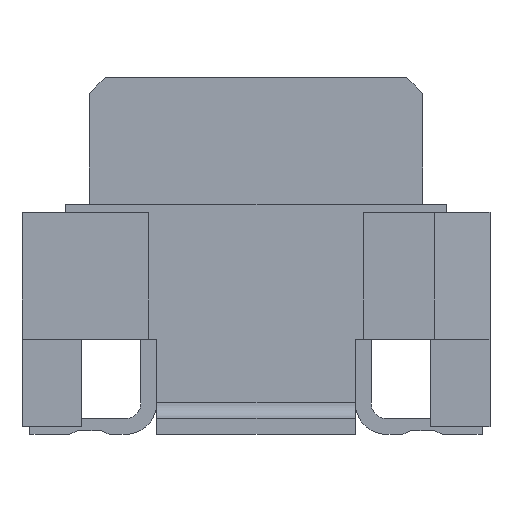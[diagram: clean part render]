
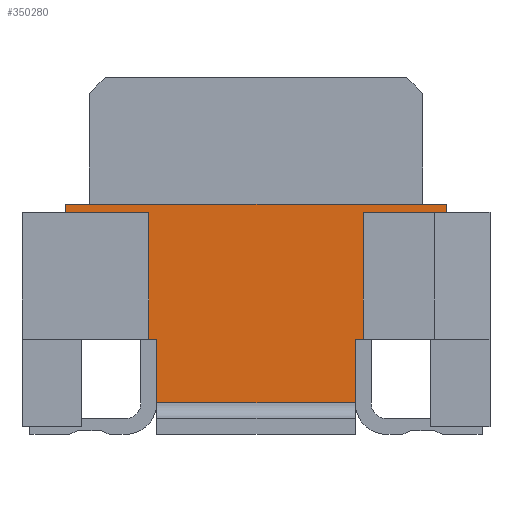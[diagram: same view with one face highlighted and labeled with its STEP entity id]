
A CAD part, front view. The second image highlights one B-rep face of the part: STEP entity #350280.
In plain terms, the highlighted planar face has unit normal (0, -1, 0).
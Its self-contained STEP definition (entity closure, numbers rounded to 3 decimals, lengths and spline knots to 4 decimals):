
#348490=CARTESIAN_POINT('',(-0.109,-20.91,-0.5922
));
#348500=VERTEX_POINT('',#348490);
#348680=CARTESIAN_POINT('',(-2.609,-20.91,-0.5922)
);
#348690=VERTEX_POINT('',#348680);
#348720=CARTESIAN_POINT('',(0.,-20.91,-0.5922));
#348730=DIRECTION('',(-1.,0.,0.));
#348740=VECTOR('',#348730,1.);
#348750=LINE('',#348720,#348740);
#348760=EDGE_CURVE('',#348500,#348690,#348750,.T.);
#349000=CARTESIAN_POINT('',(-2.609,-20.91,0.2078))
;
#349010=VERTEX_POINT('',#349000);
#349040=CARTESIAN_POINT('',(-2.609,-20.91,0.));
#349050=DIRECTION('',(0.,0.,1.));
#349060=VECTOR('',#349050,1.);
#349070=LINE('',#349040,#349060);
#349080=EDGE_CURVE('',#348690,#349010,#349070,.T.);
#349450=CARTESIAN_POINT('',(-2.609,-20.91,1.4078));
#349460=DIRECTION('',(-0.,-1.,-0.));
#349470=DIRECTION('',(-1.,0.,0.));
#349480=AXIS2_PLACEMENT_3D('',#349450,#349460,#349470);
#349490=PLANE('',#349480);
#349500=ORIENTED_EDGE('',*,*,#349080,.F.);
#349510=CARTESIAN_POINT('',(0.,-20.91,0.2078));
#349520=DIRECTION('',(-1.,0.,0.));
#349530=VECTOR('',#349520,1.);
#349540=LINE('',#349510,#349530);
#349550=CARTESIAN_POINT('',(-2.709,-20.91,0.2078))
;
#349560=VERTEX_POINT('',#349550);
#349570=EDGE_CURVE('',#349010,#349560,#349540,.T.);
#349580=ORIENTED_EDGE('',*,*,#349570,.F.);
#349590=CARTESIAN_POINT('',(-2.709,-20.91,0.));
#349600=DIRECTION('',(0.,0.,-1.));
#349610=VECTOR('',#349600,1.);
#349620=LINE('',#349590,#349610);
#349630=CARTESIAN_POINT('',(-2.709,-20.91,1.8078));
#349640=VERTEX_POINT('',#349630);
#349650=EDGE_CURVE('',#349640,#349560,#349620,.T.);
#349660=ORIENTED_EDGE('',*,*,#349650,.T.);
#349670=CARTESIAN_POINT('',(0.,-20.91,1.8078));
#349680=DIRECTION('',(-1.,0.,0.));
#349690=VECTOR('',#349680,1.);
#349700=LINE('',#349670,#349690);
#349710=CARTESIAN_POINT('',(-3.759,-20.91,1.8078));
#349720=VERTEX_POINT('',#349710);
#349730=EDGE_CURVE('',#349640,#349720,#349700,.T.);
#349740=ORIENTED_EDGE('',*,*,#349730,.F.);
#349750=CARTESIAN_POINT('',(-3.759,-20.91,1.4078));
#349760=DIRECTION('',(0.,0.,-1.));
#349770=VECTOR('',#349760,1.);
#349780=LINE('',#349750,#349770);
#349790=CARTESIAN_POINT('',(-3.759,-20.91,1.9078));
#349800=VERTEX_POINT('',#349790);
#349810=EDGE_CURVE('',#349800,#349720,#349780,.T.);
#349820=ORIENTED_EDGE('',*,*,#349810,.T.);
#349830=CARTESIAN_POINT('',(-1.359,-20.91,1.9078));
#349840=DIRECTION('',(-1.,0.,0.));
#349850=VECTOR('',#349840,1.);
#349860=LINE('',#349830,#349850);
#349870=CARTESIAN_POINT('',(1.041,-20.91,1.9078));
#349880=VERTEX_POINT('',#349870);
#349890=EDGE_CURVE('',#349880,#349800,#349860,.T.);
#349900=ORIENTED_EDGE('',*,*,#349890,.T.);
#349910=CARTESIAN_POINT('',(1.041,-20.91,1.4078));
#349920=DIRECTION('',(0.,0.,1.));
#349930=VECTOR('',#349920,1.);
#349940=LINE('',#349910,#349930);
#349950=CARTESIAN_POINT('',(1.041,-20.91,1.8078));
#349960=VERTEX_POINT('',#349950);
#349970=EDGE_CURVE('',#349960,#349880,#349940,.T.);
#349980=ORIENTED_EDGE('',*,*,#349970,.T.);
#349990=CARTESIAN_POINT('',(-0.009,-20.91,1.8078
));
#350000=VERTEX_POINT('',#349990);
#350010=EDGE_CURVE('',#349960,#350000,#349700,.T.);
#350020=ORIENTED_EDGE('',*,*,#350010,.F.);
#350030=CARTESIAN_POINT('',(-0.009,-20.91,0.));
#350040=DIRECTION('',(0.,0.,-1.));
#350050=VECTOR('',#350040,1.);
#350060=LINE('',#350030,#350050);
#350070=CARTESIAN_POINT('',(-0.009,-20.91,
0.2078));
#350080=VERTEX_POINT('',#350070);
#350090=EDGE_CURVE('',#350000,#350080,#350060,.T.);
#350100=ORIENTED_EDGE('',*,*,#350090,.F.);
#350110=CARTESIAN_POINT('',(0.,-20.91,0.2078));
#350120=DIRECTION('',(-1.,0.,0.));
#350130=VECTOR('',#350120,1.);
#350140=LINE('',#350110,#350130);
#350150=CARTESIAN_POINT('',(-0.109,-20.91,0.2078)
);
#350160=VERTEX_POINT('',#350150);
#350170=EDGE_CURVE('',#350080,#350160,#350140,.T.);
#350180=ORIENTED_EDGE('',*,*,#350170,.F.);
#350190=CARTESIAN_POINT('',(-0.109,-20.91,0.));
#350200=DIRECTION('',(0.,0.,-1.));
#350210=VECTOR('',#350200,1.);
#350220=LINE('',#350190,#350210);
#350230=EDGE_CURVE('',#350160,#348500,#350220,.T.);
#350240=ORIENTED_EDGE('',*,*,#350230,.F.);
#350250=ORIENTED_EDGE('',*,*,#348760,.F.);
#350260=EDGE_LOOP('',(#350250,#350240,#350180,#350100,#350020,#349980,
#349900,#349820,#349740,#349660,#349580,#349500));
#350270=FACE_OUTER_BOUND('',#350260,.T.);
#350280=ADVANCED_FACE('',(#350270),#349490,.T.);
